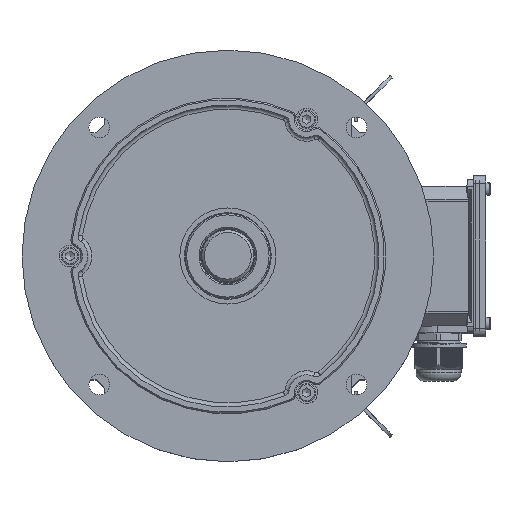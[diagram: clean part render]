
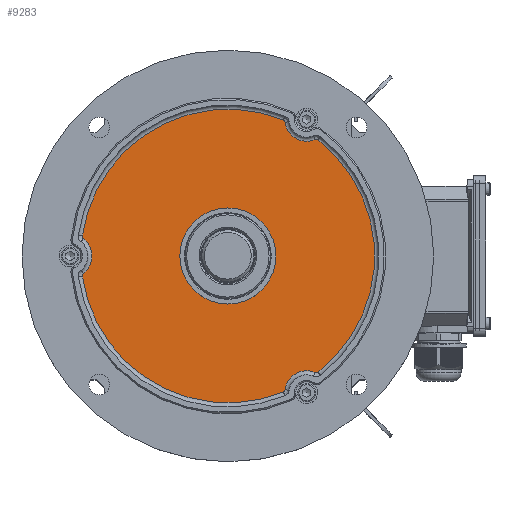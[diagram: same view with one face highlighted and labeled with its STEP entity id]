
A CAD part, top view. The second image highlights one B-rep face of the part: STEP entity #9283.
In plain terms, the highlighted planar face has unit normal (0, 0, 1).
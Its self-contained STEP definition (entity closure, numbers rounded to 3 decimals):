
#3366=FACE_BOUND('',#22371,.T.);
#3367=FACE_BOUND('',#22372,.T.);
#9283=ADVANCED_FACE('',(#3366,#3367),#12551,.F.);
#12551=PLANE('',#99708);
#22371=EDGE_LOOP('',(#46250));
#22372=EDGE_LOOP('',(#46251,#46252,#46253,#46254,#46255,#46256,#46257,#46258,
#46259,#46260,#46261,#46262));
#27301=CIRCLE('',#99686,107.);
#27304=CIRCLE('',#99690,107.);
#27306=CIRCLE('',#99693,107.);
#27310=CIRCLE('',#99698,35.);
#27311=CIRCLE('',#99699,16.);
#27312=CIRCLE('',#99700,2.);
#27313=CIRCLE('',#99701,2.);
#27314=CIRCLE('',#99702,16.);
#27315=CIRCLE('',#99703,2.);
#27316=CIRCLE('',#99704,2.);
#27317=CIRCLE('',#99705,16.);
#27318=CIRCLE('',#99706,2.);
#27319=CIRCLE('',#99707,2.);
#46250=ORIENTED_EDGE('',*,*,#73158,.F.);
#46251=ORIENTED_EDGE('',*,*,#73159,.T.);
#46252=ORIENTED_EDGE('',*,*,#73160,.T.);
#46253=ORIENTED_EDGE('',*,*,#73154,.T.);
#46254=ORIENTED_EDGE('',*,*,#73161,.T.);
#46255=ORIENTED_EDGE('',*,*,#73162,.T.);
#46256=ORIENTED_EDGE('',*,*,#73163,.T.);
#46257=ORIENTED_EDGE('',*,*,#73152,.T.);
#46258=ORIENTED_EDGE('',*,*,#73164,.T.);
#46259=ORIENTED_EDGE('',*,*,#73165,.T.);
#46260=ORIENTED_EDGE('',*,*,#73166,.T.);
#46261=ORIENTED_EDGE('',*,*,#73149,.T.);
#46262=ORIENTED_EDGE('',*,*,#73167,.T.);
#61074=VERTEX_POINT('',#154234);
#61075=VERTEX_POINT('',#154236);
#61076=VERTEX_POINT('',#154240);
#61077=VERTEX_POINT('',#154242);
#61078=VERTEX_POINT('',#154246);
#61079=VERTEX_POINT('',#154247);
#61082=VERTEX_POINT('',#154255);
#61083=VERTEX_POINT('',#154257);
#61084=VERTEX_POINT('',#154258);
#61085=VERTEX_POINT('',#154261);
#61086=VERTEX_POINT('',#154263);
#61087=VERTEX_POINT('',#154266);
#61088=VERTEX_POINT('',#154268);
#73149=EDGE_CURVE('',#61075,#61074,#27301,.T.);
#73152=EDGE_CURVE('',#61077,#61076,#27304,.T.);
#73154=EDGE_CURVE('',#61078,#61079,#27306,.T.);
#73158=EDGE_CURVE('',#61082,#61082,#27310,.T.);
#73159=EDGE_CURVE('',#61083,#61084,#27311,.T.);
#73160=EDGE_CURVE('',#61084,#61078,#27312,.T.);
#73161=EDGE_CURVE('',#61079,#61085,#27313,.T.);
#73162=EDGE_CURVE('',#61085,#61086,#27314,.T.);
#73163=EDGE_CURVE('',#61086,#61077,#27315,.T.);
#73164=EDGE_CURVE('',#61076,#61087,#27316,.T.);
#73165=EDGE_CURVE('',#61087,#61088,#27317,.T.);
#73166=EDGE_CURVE('',#61088,#61075,#27318,.T.);
#73167=EDGE_CURVE('',#61074,#61083,#27319,.T.);
#99686=AXIS2_PLACEMENT_3D('',#154235,#120094,#120095);
#99690=AXIS2_PLACEMENT_3D('',#154241,#120102,#120103);
#99693=AXIS2_PLACEMENT_3D('',#154245,#120108,#120109);
#99698=AXIS2_PLACEMENT_3D('',#154254,#120118,#120119);
#99699=AXIS2_PLACEMENT_3D('',#154256,#120120,#120121);
#99700=AXIS2_PLACEMENT_3D('',#154259,#120122,#120123);
#99701=AXIS2_PLACEMENT_3D('',#154260,#120124,#120125);
#99702=AXIS2_PLACEMENT_3D('',#154262,#120126,#120127);
#99703=AXIS2_PLACEMENT_3D('',#154264,#120128,#120129);
#99704=AXIS2_PLACEMENT_3D('',#154265,#120130,#120131);
#99705=AXIS2_PLACEMENT_3D('',#154267,#120132,#120133);
#99706=AXIS2_PLACEMENT_3D('',#154269,#120134,#120135);
#99707=AXIS2_PLACEMENT_3D('',#154270,#120136,#120137);
#99708=AXIS2_PLACEMENT_3D('',#154271,#120138,#120139);
#120094=DIRECTION('',(0.,0.,1.));
#120095=DIRECTION('',(0.,-1.,0.));
#120102=DIRECTION('',(0.,0.,1.));
#120103=DIRECTION('',(0.,-1.,0.));
#120108=DIRECTION('',(0.,0.,1.));
#120109=DIRECTION('',(0.,-1.,0.));
#120118=DIRECTION('',(0.,0.,1.));
#120119=DIRECTION('',(0.,-1.,0.));
#120120=DIRECTION('',(0.,0.,-1.));
#120121=DIRECTION('',(0.,1.,0.));
#120122=DIRECTION('',(0.,0.,1.));
#120123=DIRECTION('',(0.,1.,0.));
#120124=DIRECTION('',(0.,0.,1.));
#120125=DIRECTION('',(0.,1.,0.));
#120126=DIRECTION('',(0.,0.,-1.));
#120127=DIRECTION('',(0.,1.,0.));
#120128=DIRECTION('',(0.,0.,1.));
#120129=DIRECTION('',(0.,1.,0.));
#120130=DIRECTION('',(0.,0.,1.));
#120131=DIRECTION('',(0.,1.,0.));
#120132=DIRECTION('',(0.,0.,-1.));
#120133=DIRECTION('',(0.,1.,0.));
#120134=DIRECTION('',(0.,0.,1.));
#120135=DIRECTION('',(0.,1.,0.));
#120136=DIRECTION('',(0.,0.,1.));
#120137=DIRECTION('',(0.,1.,0.));
#120138=DIRECTION('',(0.,0.,-1.));
#120139=DIRECTION('',(0.,1.,0.));
#154234=CARTESIAN_POINT('',(-106.008,14.54,277.));
#154235=CARTESIAN_POINT('',(0.,0.,
277.));
#154236=CARTESIAN_POINT('',(40.412,99.075,277.));
#154240=CARTESIAN_POINT('',(65.596,84.535,277.));
#154241=CARTESIAN_POINT('',(0.,0.,
277.));
#154242=CARTESIAN_POINT('',(65.595,-84.535,277.));
#154245=CARTESIAN_POINT('',(0.,0.,
277.));
#154246=CARTESIAN_POINT('',(-106.008,-14.54,277.));
#154247=CARTESIAN_POINT('',(40.412,-99.075,277.));
#154254=CARTESIAN_POINT('',(0.,0.,
277.));
#154255=CARTESIAN_POINT('',(0.,-35.,277.));
#154256=CARTESIAN_POINT('',(-115.,0.,277.));
#154257=CARTESIAN_POINT('',(-105.245,12.683,277.));
#154258=CARTESIAN_POINT('',(-105.245,-12.683,277.));
#154259=CARTESIAN_POINT('',(-104.026,-14.268,277.));
#154260=CARTESIAN_POINT('',(39.657,-97.223,277.));
#154261=CARTESIAN_POINT('',(41.639,-97.486,277.));
#154262=CARTESIAN_POINT('',(57.5,-99.593,277.));
#154263=CARTESIAN_POINT('',(63.606,-84.804,277.));
#154264=CARTESIAN_POINT('',(64.369,-82.955,277.));
#154265=CARTESIAN_POINT('',(64.369,82.955,277.));
#154266=CARTESIAN_POINT('',(63.606,84.804,277.));
#154267=CARTESIAN_POINT('',(57.5,99.593,277.));
#154268=CARTESIAN_POINT('',(41.639,97.486,277.));
#154269=CARTESIAN_POINT('',(39.657,97.223,277.));
#154270=CARTESIAN_POINT('',(-104.026,14.268,277.));
#154271=CARTESIAN_POINT('',(107.,0.,277.));
